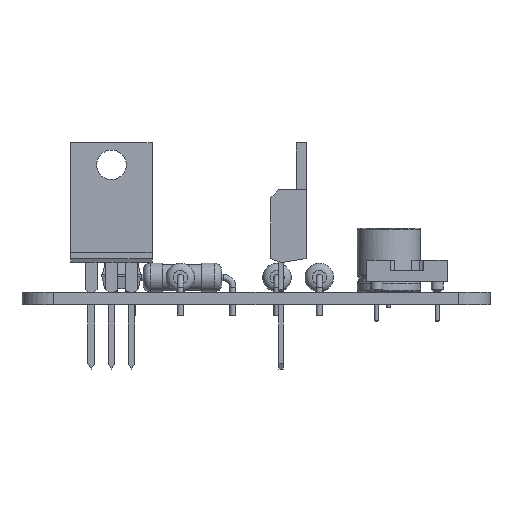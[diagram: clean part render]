
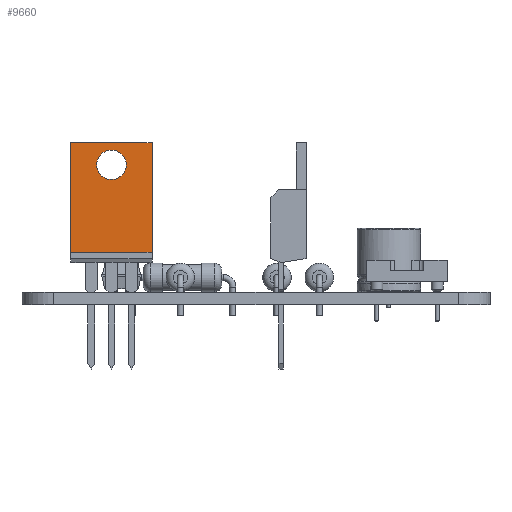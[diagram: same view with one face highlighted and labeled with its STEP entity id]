
A CAD part, front view. The second image highlights one B-rep face of the part: STEP entity #9660.
In plain terms, the highlighted face is planar.
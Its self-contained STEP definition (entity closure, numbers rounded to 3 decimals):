
#7140 = PLANE('',#7141);
#7141 = AXIS2_PLACEMENT_3D('',#7142,#7143,#7144);
#7142 = CARTESIAN_POINT('',(7.655,3.16,5.));
#7143 = DIRECTION('',(1.,0.,0.));
#7144 = DIRECTION('',(0.,-1.,0.));
#7196 = PLANE('',#7197);
#7197 = AXIS2_PLACEMENT_3D('',#7198,#7199,#7200);
#7198 = CARTESIAN_POINT('',(-2.575,1.89,5.));
#7199 = DIRECTION('',(-1.,0.,0.));
#7200 = DIRECTION('',(0.,1.,0.));
#7273 = PLANE('',#7274);
#7274 = AXIS2_PLACEMENT_3D('',#7275,#7276,#7277);
#7275 = CARTESIAN_POINT('',(-2.575,3.16,5.));
#7276 = DIRECTION('',(0.,0.,1.));
#7277 = DIRECTION('',(1.,0.,0.));
#8330 = VERTEX_POINT('',#8331);
#8331 = CARTESIAN_POINT('',(-2.575,3.16,18.775));
#8345 = PLANE('',#8346);
#8346 = AXIS2_PLACEMENT_3D('',#8347,#8348,#8349);
#8347 = CARTESIAN_POINT('',(-2.575,3.16,18.775));
#8348 = DIRECTION('',(0.,0.,1.));
#8349 = DIRECTION('',(1.,0.,0.));
#8357 = EDGE_CURVE('',#8358,#8330,#8360,.T.);
#8358 = VERTEX_POINT('',#8359);
#8359 = CARTESIAN_POINT('',(-2.575,3.16,5.));
#8360 = SURFACE_CURVE('',#8361,(#8365,#8372),.PCURVE_S1.);
#8361 = LINE('',#8362,#8363);
#8362 = CARTESIAN_POINT('',(-2.575,3.16,5.));
#8363 = VECTOR('',#8364,1.);
#8364 = DIRECTION('',(0.,0.,1.));
#8365 = PCURVE('',#7196,#8366);
#8366 = DEFINITIONAL_REPRESENTATION('',(#8367),#8371);
#8367 = LINE('',#8368,#8369);
#8368 = CARTESIAN_POINT('',(1.27,0.));
#8369 = VECTOR('',#8370,1.);
#8370 = DIRECTION('',(0.,-1.));
#8371 = ( GEOMETRIC_REPRESENTATION_CONTEXT(2) 
PARAMETRIC_REPRESENTATION_CONTEXT() REPRESENTATION_CONTEXT('2D SPACE',''
  ) );
#8372 = PCURVE('',#8373,#8378);
#8373 = PLANE('',#8374);
#8374 = AXIS2_PLACEMENT_3D('',#8375,#8376,#8377);
#8375 = CARTESIAN_POINT('',(-2.575,3.16,5.));
#8376 = DIRECTION('',(0.,1.,0.));
#8377 = DIRECTION('',(1.,0.,0.));
#8378 = DEFINITIONAL_REPRESENTATION('',(#8379),#8383);
#8379 = LINE('',#8380,#8381);
#8380 = CARTESIAN_POINT('',(0.,0.));
#8381 = VECTOR('',#8382,1.);
#8382 = DIRECTION('',(0.,-1.));
#8383 = ( GEOMETRIC_REPRESENTATION_CONTEXT(2) 
PARAMETRIC_REPRESENTATION_CONTEXT() REPRESENTATION_CONTEXT('2D SPACE',''
  ) );
#8475 = CYLINDRICAL_SURFACE('',#8476,1.868);
#8476 = AXIS2_PLACEMENT_3D('',#8477,#8478,#8479);
#8477 = CARTESIAN_POINT('',(2.54,1.89,16.005));
#8478 = DIRECTION('',(0.,-1.,0.));
#8479 = DIRECTION('',(1.,0.,0.));
#8491 = VERTEX_POINT('',#8492);
#8492 = CARTESIAN_POINT('',(7.655,3.16,5.));
#8513 = EDGE_CURVE('',#8491,#8514,#8516,.T.);
#8514 = VERTEX_POINT('',#8515);
#8515 = CARTESIAN_POINT('',(7.655,3.16,18.775));
#8516 = SURFACE_CURVE('',#8517,(#8521,#8528),.PCURVE_S1.);
#8517 = LINE('',#8518,#8519);
#8518 = CARTESIAN_POINT('',(7.655,3.16,5.));
#8519 = VECTOR('',#8520,1.);
#8520 = DIRECTION('',(0.,0.,1.));
#8521 = PCURVE('',#7140,#8522);
#8522 = DEFINITIONAL_REPRESENTATION('',(#8523),#8527);
#8523 = LINE('',#8524,#8525);
#8524 = CARTESIAN_POINT('',(0.,0.));
#8525 = VECTOR('',#8526,1.);
#8526 = DIRECTION('',(0.,-1.));
#8527 = ( GEOMETRIC_REPRESENTATION_CONTEXT(2) 
PARAMETRIC_REPRESENTATION_CONTEXT() REPRESENTATION_CONTEXT('2D SPACE',''
  ) );
#8528 = PCURVE('',#8373,#8529);
#8529 = DEFINITIONAL_REPRESENTATION('',(#8530),#8534);
#8530 = LINE('',#8531,#8532);
#8531 = CARTESIAN_POINT('',(10.23,0.));
#8532 = VECTOR('',#8533,1.);
#8533 = DIRECTION('',(0.,-1.));
#8534 = ( GEOMETRIC_REPRESENTATION_CONTEXT(2) 
PARAMETRIC_REPRESENTATION_CONTEXT() REPRESENTATION_CONTEXT('2D SPACE',''
  ) );
#8563 = EDGE_CURVE('',#8358,#8491,#8564,.T.);
#8564 = SURFACE_CURVE('',#8565,(#8569,#8576),.PCURVE_S1.);
#8565 = LINE('',#8566,#8567);
#8566 = CARTESIAN_POINT('',(-2.575,3.16,5.));
#8567 = VECTOR('',#8568,1.);
#8568 = DIRECTION('',(1.,0.,0.));
#8569 = PCURVE('',#7273,#8570);
#8570 = DEFINITIONAL_REPRESENTATION('',(#8571),#8575);
#8571 = LINE('',#8572,#8573);
#8572 = CARTESIAN_POINT('',(0.,0.));
#8573 = VECTOR('',#8574,1.);
#8574 = DIRECTION('',(1.,0.));
#8575 = ( GEOMETRIC_REPRESENTATION_CONTEXT(2) 
PARAMETRIC_REPRESENTATION_CONTEXT() REPRESENTATION_CONTEXT('2D SPACE',''
  ) );
#8576 = PCURVE('',#8373,#8577);
#8577 = DEFINITIONAL_REPRESENTATION('',(#8578),#8582);
#8578 = LINE('',#8579,#8580);
#8579 = CARTESIAN_POINT('',(0.,0.));
#8580 = VECTOR('',#8581,1.);
#8581 = DIRECTION('',(1.,0.));
#8582 = ( GEOMETRIC_REPRESENTATION_CONTEXT(2) 
PARAMETRIC_REPRESENTATION_CONTEXT() REPRESENTATION_CONTEXT('2D SPACE',''
  ) );
#9660 = ADVANCED_FACE('',(#9661,#9687),#8373,.T.);
#9661 = FACE_BOUND('',#9662,.T.);
#9662 = EDGE_LOOP('',(#9663,#9664,#9685,#9686));
#9663 = ORIENTED_EDGE('',*,*,#8357,.T.);
#9664 = ORIENTED_EDGE('',*,*,#9665,.T.);
#9665 = EDGE_CURVE('',#8330,#8514,#9666,.T.);
#9666 = SURFACE_CURVE('',#9667,(#9671,#9678),.PCURVE_S1.);
#9667 = LINE('',#9668,#9669);
#9668 = CARTESIAN_POINT('',(-2.575,3.16,18.775));
#9669 = VECTOR('',#9670,1.);
#9670 = DIRECTION('',(1.,0.,0.));
#9671 = PCURVE('',#8373,#9672);
#9672 = DEFINITIONAL_REPRESENTATION('',(#9673),#9677);
#9673 = LINE('',#9674,#9675);
#9674 = CARTESIAN_POINT('',(0.,-13.775));
#9675 = VECTOR('',#9676,1.);
#9676 = DIRECTION('',(1.,0.));
#9677 = ( GEOMETRIC_REPRESENTATION_CONTEXT(2) 
PARAMETRIC_REPRESENTATION_CONTEXT() REPRESENTATION_CONTEXT('2D SPACE',''
  ) );
#9678 = PCURVE('',#8345,#9679);
#9679 = DEFINITIONAL_REPRESENTATION('',(#9680),#9684);
#9680 = LINE('',#9681,#9682);
#9681 = CARTESIAN_POINT('',(0.,0.));
#9682 = VECTOR('',#9683,1.);
#9683 = DIRECTION('',(1.,0.));
#9684 = ( GEOMETRIC_REPRESENTATION_CONTEXT(2) 
PARAMETRIC_REPRESENTATION_CONTEXT() REPRESENTATION_CONTEXT('2D SPACE',''
  ) );
#9685 = ORIENTED_EDGE('',*,*,#8513,.F.);
#9686 = ORIENTED_EDGE('',*,*,#8563,.F.);
#9687 = FACE_BOUND('',#9688,.T.);
#9688 = EDGE_LOOP('',(#9689));
#9689 = ORIENTED_EDGE('',*,*,#9690,.T.);
#9690 = EDGE_CURVE('',#9691,#9691,#9693,.T.);
#9691 = VERTEX_POINT('',#9692);
#9692 = CARTESIAN_POINT('',(4.408,3.16,16.005));
#9693 = SURFACE_CURVE('',#9694,(#9699,#9710),.PCURVE_S1.);
#9694 = CIRCLE('',#9695,1.868);
#9695 = AXIS2_PLACEMENT_3D('',#9696,#9697,#9698);
#9696 = CARTESIAN_POINT('',(2.54,3.16,16.005));
#9697 = DIRECTION('',(0.,-1.,0.));
#9698 = DIRECTION('',(1.,0.,0.));
#9699 = PCURVE('',#8373,#9700);
#9700 = DEFINITIONAL_REPRESENTATION('',(#9701),#9709);
#9701 = ( BOUNDED_CURVE() B_SPLINE_CURVE(2,(#9702,#9703,#9704,#9705,
#9706,#9707,#9708),.UNSPECIFIED.,.T.,.F.) B_SPLINE_CURVE_WITH_KNOTS((1,2
    ,2,2,2,1),(-2.094,0.,2.094,4.189,
6.283,8.378),.UNSPECIFIED.) CURVE() 
GEOMETRIC_REPRESENTATION_ITEM() RATIONAL_B_SPLINE_CURVE((1.,0.5,1.,0.5,
1.,0.5,1.)) REPRESENTATION_ITEM('') );
#9702 = CARTESIAN_POINT('',(6.983,-11.005));
#9703 = CARTESIAN_POINT('',(6.983,-14.24));
#9704 = CARTESIAN_POINT('',(4.181,-12.622));
#9705 = CARTESIAN_POINT('',(1.38,-11.005));
#9706 = CARTESIAN_POINT('',(4.181,-9.388));
#9707 = CARTESIAN_POINT('',(6.983,-7.77));
#9708 = CARTESIAN_POINT('',(6.983,-11.005));
#9709 = ( GEOMETRIC_REPRESENTATION_CONTEXT(2) 
PARAMETRIC_REPRESENTATION_CONTEXT() REPRESENTATION_CONTEXT('2D SPACE',''
  ) );
#9710 = PCURVE('',#8475,#9711);
#9711 = DEFINITIONAL_REPRESENTATION('',(#9712),#9716);
#9712 = LINE('',#9713,#9714);
#9713 = CARTESIAN_POINT('',(0.,-1.27));
#9714 = VECTOR('',#9715,1.);
#9715 = DIRECTION('',(1.,0.));
#9716 = ( GEOMETRIC_REPRESENTATION_CONTEXT(2) 
PARAMETRIC_REPRESENTATION_CONTEXT() REPRESENTATION_CONTEXT('2D SPACE',''
  ) );
